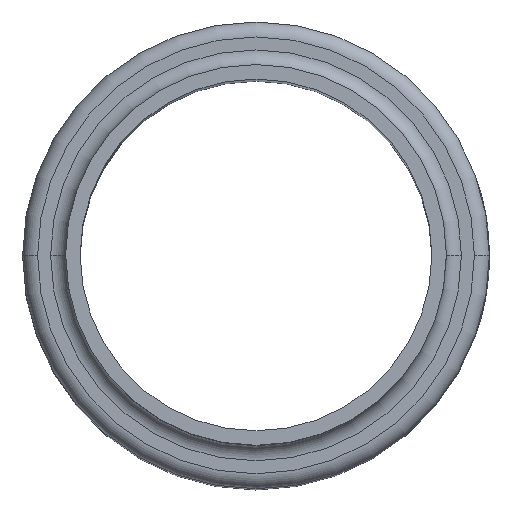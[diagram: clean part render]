
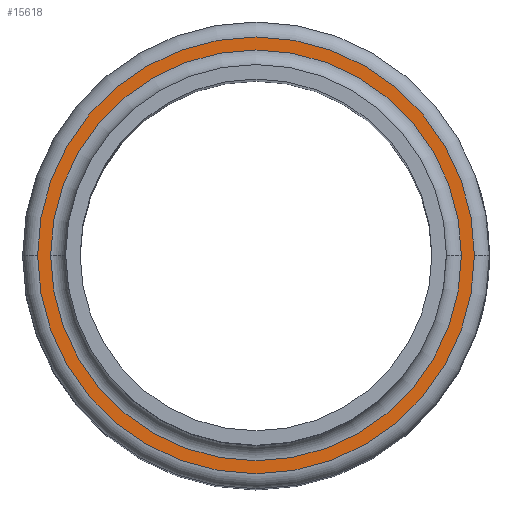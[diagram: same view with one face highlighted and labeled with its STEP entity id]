
A CAD part, top view. The second image highlights one B-rep face of the part: STEP entity #15618.
In plain terms, the highlighted planar face has unit normal (0, 0, 1).
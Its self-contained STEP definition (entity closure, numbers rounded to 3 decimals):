
#1085 = CARTESIAN_POINT ( 'NONE',  ( -41.05, 0., -50. ) ) ;
#2058 = CIRCLE ( 'NONE', #27888, 41.05 ) ;
#2585 = VERTEX_POINT ( 'NONE', #22063 ) ;
#3697 = CIRCLE ( 'NONE', #5537, 43.65 ) ;
#3759 = CARTESIAN_POINT ( 'NONE',  ( 0., 0., -50. ) ) ;
#4726 = ORIENTED_EDGE ( 'NONE', *, *, #26561, .T. ) ;
#5537 = AXIS2_PLACEMENT_3D ( 'NONE', #3759, #12570, #19190 ) ;
#5991 = CARTESIAN_POINT ( 'NONE',  ( 0., 38.05, -50. ) ) ;
#6672 = EDGE_CURVE ( 'NONE', #13022, #15900, #18727, .T. ) ;
#7060 = DIRECTION ( 'NONE',  ( 0., 0., -1. ) ) ;
#7199 = CARTESIAN_POINT ( 'NONE',  ( 0., 0., -50. ) ) ;
#8837 = PLANE ( 'NONE',  #9989 ) ;
#9989 = AXIS2_PLACEMENT_3D ( 'NONE', #5991, #26284, #17627 ) ;
#10515 = EDGE_LOOP ( 'NONE', ( #4726, #20164 ) ) ;
#11151 = EDGE_CURVE ( 'NONE', #2585, #27764, #20726, .T. ) ;
#12256 = CARTESIAN_POINT ( 'NONE',  ( 0., 0., -50. ) ) ;
#12570 = DIRECTION ( 'NONE',  ( 0., 0., 1. ) ) ;
#12626 = FACE_BOUND ( 'NONE', #10515, .T. ) ;
#13022 = VERTEX_POINT ( 'NONE', #21846 ) ;
#14977 = DIRECTION ( 'NONE',  ( 0., 0., -1. ) ) ;
#15404 = DIRECTION ( 'NONE',  ( -1., 0., 0. ) ) ;
#15618 = ADVANCED_FACE ( 'NONE', ( #12626, #17476 ), #8837, .F. ) ;
#15717 = DIRECTION ( 'NONE',  ( -1., 0., 0. ) ) ;
#15900 = VERTEX_POINT ( 'NONE', #27855 ) ;
#17476 = FACE_OUTER_BOUND ( 'NONE', #27567, .T. ) ;
#17627 = DIRECTION ( 'NONE',  ( -1., 0., 0. ) ) ;
#18727 = CIRCLE ( 'NONE', #19177, 43.65 ) ;
#18882 = DIRECTION ( 'NONE',  ( -1., 0., 0. ) ) ;
#19177 = AXIS2_PLACEMENT_3D ( 'NONE', #12256, #23354, #18882 ) ;
#19190 = DIRECTION ( 'NONE',  ( -1., 0., 0. ) ) ;
#19339 = AXIS2_PLACEMENT_3D ( 'NONE', #7199, #7060, #15717 ) ;
#19508 = ORIENTED_EDGE ( 'NONE', *, *, #20002, .T. ) ;
#20002 = EDGE_CURVE ( 'NONE', #15900, #13022, #3697, .T. ) ;
#20164 = ORIENTED_EDGE ( 'NONE', *, *, #11151, .T. ) ;
#20726 = CIRCLE ( 'NONE', #19339, 41.05 ) ;
#21615 = CARTESIAN_POINT ( 'NONE',  ( 0., 0., -50. ) ) ;
#21846 = CARTESIAN_POINT ( 'NONE',  ( 43.65, 0., -50. ) ) ;
#22063 = CARTESIAN_POINT ( 'NONE',  ( 41.05, 0., -50. ) ) ;
#22544 = ORIENTED_EDGE ( 'NONE', *, *, #6672, .T. ) ;
#23354 = DIRECTION ( 'NONE',  ( 0., 0., 1. ) ) ;
#26284 = DIRECTION ( 'NONE',  ( 0., 0., -1. ) ) ;
#26561 = EDGE_CURVE ( 'NONE', #27764, #2585, #2058, .T. ) ;
#27567 = EDGE_LOOP ( 'NONE', ( #19508, #22544 ) ) ;
#27764 = VERTEX_POINT ( 'NONE', #1085 ) ;
#27855 = CARTESIAN_POINT ( 'NONE',  ( -43.65, 0., -50. ) ) ;
#27888 = AXIS2_PLACEMENT_3D ( 'NONE', #21615, #14977, #15404 ) ;
